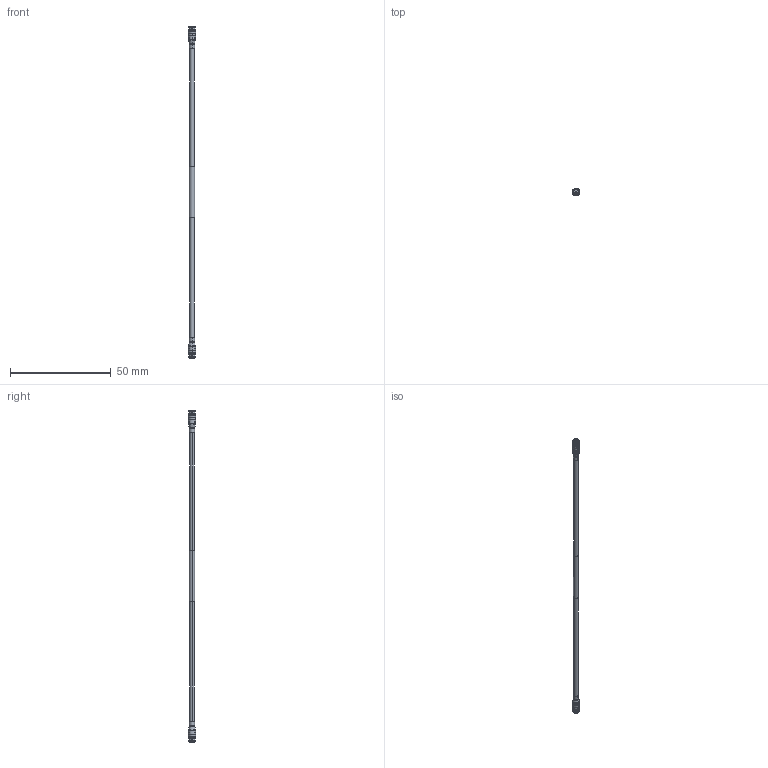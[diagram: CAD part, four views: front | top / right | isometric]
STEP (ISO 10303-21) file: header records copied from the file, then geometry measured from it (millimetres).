
FILE_DESCRIPTION (( 'STEP AP214' ), '1' );
FILE_NAME ('FMC01127_3D.step', '2023-05-10T07:37:11', ( '' ), ( '' ), 'SwSTEP 2.0', 'SolidWorks 2022', '' );
FILE_SCHEMA (( 'AUTOMOTIVE_DESIGN' ));
Length unit declared in the file: inch
Products named in the file (4): SC5152; FM-SR086CUTN-CL-BULK; FMC01127_3D; Copy of HeatShrink_SC5152^FMC01127
Assembly tree (5 placements, depth 2):
  FMC01127_3D
    SC5152  x2
    Copy of HeatShrink_SC5152^FMC01127  x2
    FM-SR086CUTN-CL-BULK
Bounding box: 3.65 x 3.65 x 165.1 mm (x, y, z)
Volume: 774.2 mm3; surface area: 1588.1 mm2
Topology: 5 solids, 5 shells, 278 faces, 710 edges, 452 vertices
Faces by surface type: cylinder 112, plane 92, cone 66, torus 8
Entity records: 4845 total; most frequent: CARTESIAN_POINT 954, DIRECTION 766, ORIENTED_EDGE 720, EDGE_CURVE 360, AXIS2_PLACEMENT_3D 308, VERTEX_POINT 232, EDGE_LOOP 156, CIRCLE 156
